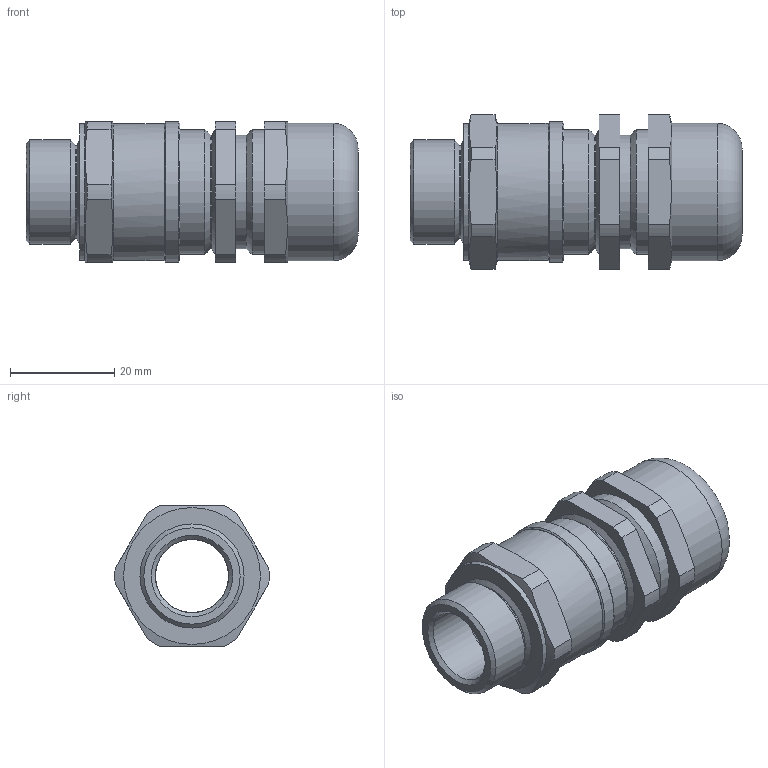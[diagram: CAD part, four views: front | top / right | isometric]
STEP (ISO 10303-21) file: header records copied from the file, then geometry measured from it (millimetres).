
FILE_DESCRIPTION (( 'STEP AP203' ), '1' );
FILE_NAME ('20SS2KGP1RA.STEP', '2020-03-27T13:01:39', ( '' ), ( '' ), 'SwSTEP 2.0', 'SolidWorks 2017', '' );
FILE_SCHEMA (( 'CONFIG_CONTROL_DESIGN' ));
Length unit declared in the file: millimetre
Products named in the file (1): 20SS2KGP1RA
Bounding box: 63.83 x 29.69 x 27 mm (x, y, z)
Surface area: 9253.7 mm2 (no closed solid volume)
Topology: 0 solids, 12 shells, 112 faces, 457 edges, 360 vertices
Faces by surface type: plane 47, cylinder 31, bspline 18, cone 15, torus 1
Full cylindrical faces by diameter (mm): 14 x1, 14.1 x1, 14.2 x1, 17.971 x1, 20 x1, 21.718 x1, 21.75 x1, 24 x2, 26.3 x1, 26.35 x1, 26.4 x1, 27 x1
Entity records: 7562 total; most frequent: CARTESIAN_POINT 4217, ORIENTED_EDGE 601, DIRECTION 530, EDGE_CURVE 423, VERTEX_POINT 355, LINE 188, VECTOR 188, AXIS2_PLACEMENT_3D 171
